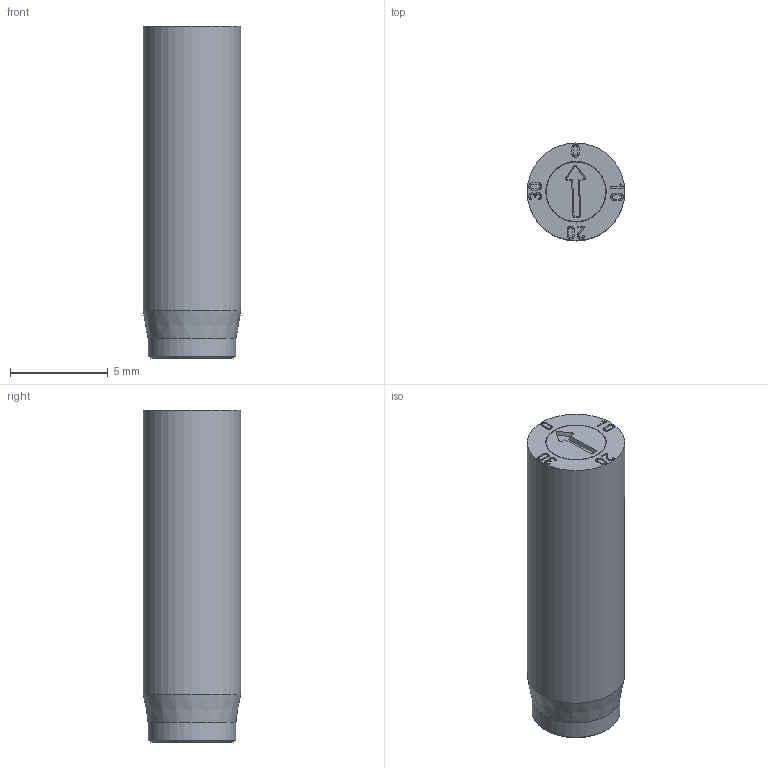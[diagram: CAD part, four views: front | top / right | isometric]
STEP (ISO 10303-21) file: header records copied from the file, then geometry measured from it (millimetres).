
FILE_DESCRIPTION(/* description */ (''),/* implementation_level */ '2;1');
FILE_NAME(/* name */ 'Dati-5000_H$5.stp',/* time_stamp */ '2025-08-25T12:14:25+02:00',/* author */ ('olafg'),/* organization */ (''),/* preprocessor_version */ 'ST-DEVELOPER v20',/* originating_system */ 'Autodesk Inventor 2024',/* authorisation */ '');
FILE_SCHEMA (('AUTOMOTIVE_DESIGN { 1 0 10303 214 3 1 1 }'));
Length unit declared in the file: millimetre
Products named in the file (3): Zusammenbau 1005; 1005-01-00 Hülse; 2005-05-00 Stelleinsatz
Assembly tree (2 placements, depth 2):
  Zusammenbau 1005
    1005-01-00 Hülse
    2005-05-00 Stelleinsatz
Bounding box: 5 x 5 x 17 mm (x, y, z)
Volume: 248.5 mm3; surface area: 524.4 mm2
Topology: 2 solids, 2 shells, 161 faces, 428 edges, 284 vertices
Faces by surface type: bspline 104, plane 37, cone 13, cylinder 6, torus 1
Full cylindrical faces by diameter (mm): 1.6 x2, 3 x1, 3.1 x1, 4.5 x1, 5 x1
Entity records: 5807 total; most frequent: CARTESIAN_POINT 2366, ORIENTED_EDGE 856, EDGE_CURVE 428, DIRECTION 381, VERTEX_POINT 284, B_SPLINE_CURVE_WITH_KNOTS 208, LINE 183, VECTOR 183
